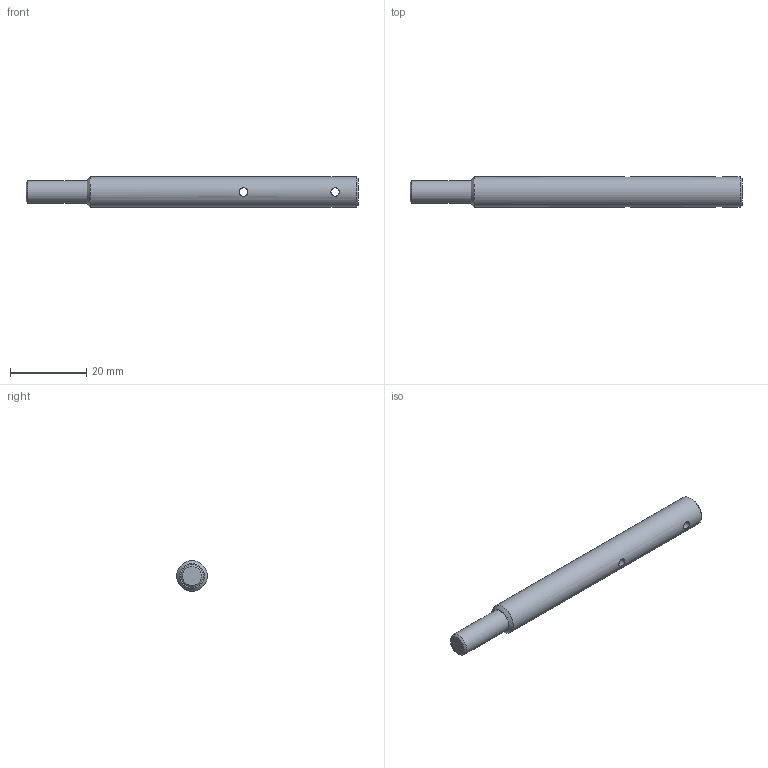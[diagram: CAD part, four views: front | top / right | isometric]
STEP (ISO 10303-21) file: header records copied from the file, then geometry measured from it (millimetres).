
FILE_DESCRIPTION(/* description */ (''),/* implementation_level */ '2;1');
FILE_NAME(/* name */ 'Vratilo kotača MRP-01-02.stp',/* time_stamp */ '2022-09-18T22:26:15+02:00',/* author */ ('Luka'),/* organization */ (''),/* preprocessor_version */ 'ST-DEVELOPER v18',/* originating_system */ 'Autodesk Inventor 2020',/* authorisation */ '');
FILE_SCHEMA (('AUTOMOTIVE_DESIGN { 1 0 10303 214 3 1 1 }'));
Length unit declared in the file: millimetre
Products named in the file (1): Vratilo
Bounding box: 87 x 8 x 8 mm (x, y, z)
Volume: 3948.3 mm3; surface area: 2253.5 mm2
Topology: 1 solids, 1 shells, 10 faces, 30 edges, 21 vertices
Faces by surface type: cylinder 4, cone 3, plane 3
Full cylindrical faces by diameter (mm): 2.2 x2, 6 x1, 8 x1
Entity records: 516 total; most frequent: CARTESIAN_POINT 200, ORIENTED_EDGE 60, DIRECTION 53, EDGE_CURVE 30, AXIS2_PLACEMENT_3D 22, VERTEX_POINT 21, EDGE_LOOP 13, CIRCLE 11
